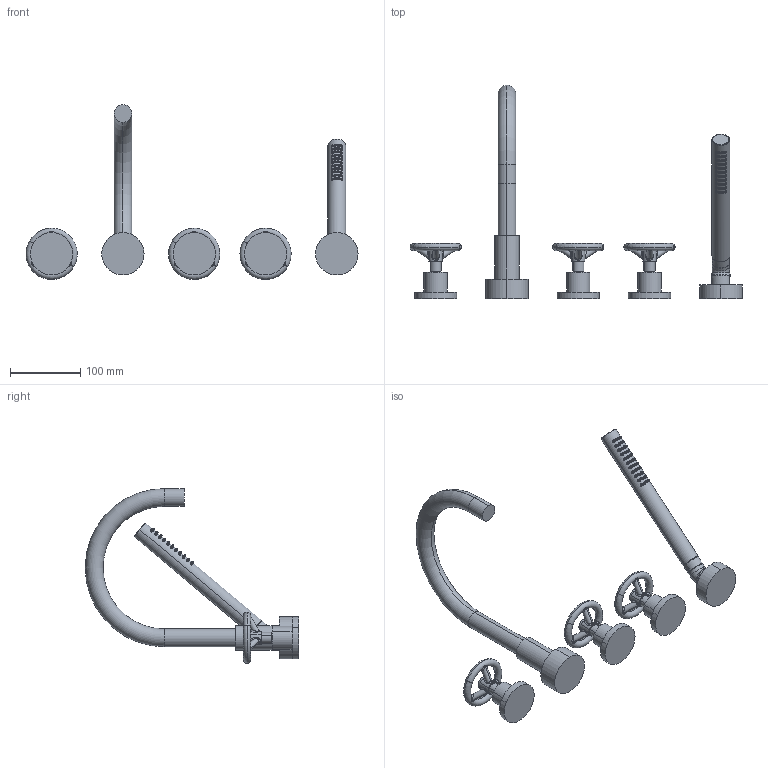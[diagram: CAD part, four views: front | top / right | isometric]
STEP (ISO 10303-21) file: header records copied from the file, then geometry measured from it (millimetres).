
FILE_DESCRIPTION((''),'2;1');
FILE_NAME('3-2927','2021-03-22T13:55:01',('jinson.thomas'),(''),'CREO PARAMETRIC BY PTC INC, 2018400','CREO PARAMETRIC BY PTC INC, 2018400','');
FILE_SCHEMA(('CONFIG_CONTROL_DESIGN'));
Length unit declared in the file: inch
Products named in the file (1): 3-2927
Bounding box: 473.07 x 304.23 x 249.24 mm (x, y, z)
Volume: 796584.7 mm3; surface area: 147353.2 mm2
Topology: 5 solids, 5 shells, 926 faces, 2043 edges, 1221 vertices
Faces by surface type: bspline 590, cylinder 270, plane 36, torus 30
Entity records: 93091 total; most frequent: CARTESIAN_POINT 76792, ORIENTED_EDGE 4086, EDGE_CURVE 2043, DIRECTION 1943, VERTEX_POINT 1221, B_SPLINE_CURVE_WITH_KNOTS 1162, EDGE_LOOP 1038, FACE_OUTER_BOUND 926
